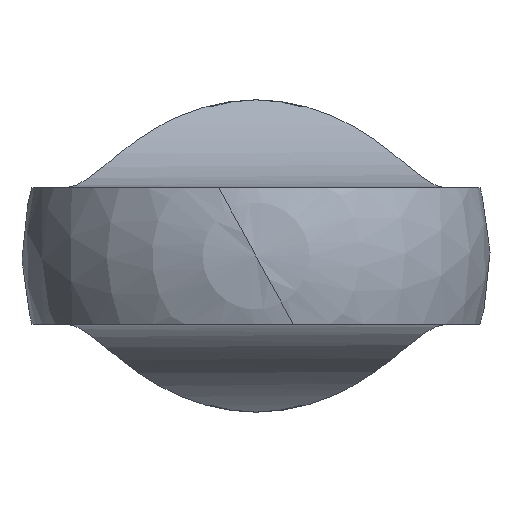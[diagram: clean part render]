
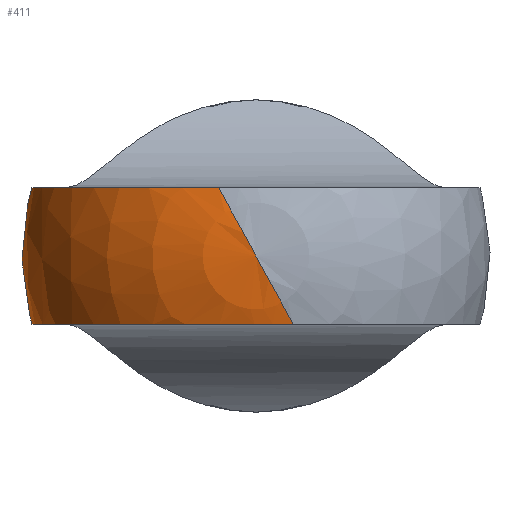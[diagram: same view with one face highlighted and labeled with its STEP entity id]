
A CAD part, left-side view. The second image highlights one B-rep face of the part: STEP entity #411.
In plain terms, the highlighted spherical face has radius 12 mm.
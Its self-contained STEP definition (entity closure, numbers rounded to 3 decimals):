
#164=CARTESIAN_POINT('Vertex',(-58.718,-1.912,-3.5)) ;
#168=CARTESIAN_POINT('Control Point',(-58.718,-1.912,-3.5)) ;
#169=CARTESIAN_POINT('Control Point',(-58.772,-1.589,-3.5)) ;
#170=CARTESIAN_POINT('Control Point',(-58.811,-1.291,-3.5)) ;
#171=CARTESIAN_POINT('Control Point',(-58.839,-1.01,-3.5)) ;
#172=CARTESIAN_POINT('Control Point',(-58.877,-0.454,-3.5)) ;
#173=CARTESIAN_POINT('Control Point',(-58.883,0.078,-3.5)) ;
#174=CARTESIAN_POINT('Control Point',(-58.878,0.352,-3.5)) ;
#175=CARTESIAN_POINT('Control Point',(-58.855,0.843,-3.5)) ;
#176=CARTESIAN_POINT('Control Point',(-58.799,1.373,-3.5)) ;
#177=CARTESIAN_POINT('Control Point',(-58.769,1.611,-3.5)) ;
#178=CARTESIAN_POINT('Control Point',(-58.699,2.056,-3.5)) ;
#179=CARTESIAN_POINT('Control Point',(-58.594,2.554,-3.5)) ;
#180=CARTESIAN_POINT('Control Point',(-58.54,2.781,-3.5)) ;
#181=CARTESIAN_POINT('Control Point',(-58.425,3.217,-3.5)) ;
#182=CARTESIAN_POINT('Control Point',(-58.27,3.697,-3.5)) ;
#183=CARTESIAN_POINT('Control Point',(-58.192,3.921,-3.5)) ;
#184=CARTESIAN_POINT('Control Point',(-58.002,4.42,-3.5)) ;
#185=CARTESIAN_POINT('Control Point',(-57.763,4.95,-3.5)) ;
#186=CARTESIAN_POINT('Control Point',(-57.62,5.24,-3.5)) ;
#187=CARTESIAN_POINT('Control Point',(-57.365,5.714,-3.5)) ;
#188=CARTESIAN_POINT('Control Point',(-57.071,6.188,-3.5)) ;
#189=CARTESIAN_POINT('Control Point',(-56.954,6.368,-3.5)) ;
#190=CARTESIAN_POINT('Control Point',(-56.561,6.94,-3.5)) ;
#191=CARTESIAN_POINT('Control Point',(-56.114,7.495,-3.5)) ;
#192=CARTESIAN_POINT('Control Point',(-55.782,7.865,-3.5)) ;
#193=CARTESIAN_POINT('Control Point',(-55.021,8.626,-3.5)) ;
#194=CARTESIAN_POINT('Control Point',(-54.168,9.298,-3.5)) ;
#195=CARTESIAN_POINT('Control Point',(-53.686,9.63,-3.5)) ;
#196=CARTESIAN_POINT('Control Point',(-52.641,10.257,-3.5)) ;
#197=CARTESIAN_POINT('Control Point',(-51.521,10.741,-3.5)) ;
#198=CARTESIAN_POINT('Control Point',(-50.921,10.953,-3.5)) ;
#199=CARTESIAN_POINT('Control Point',(-49.575,11.324,-3.5)) ;
#200=CARTESIAN_POINT('Control Point',(-48.187,11.489,-3.5)) ;
#201=CARTESIAN_POINT('Control Point',(-47.425,11.516,-3.5)) ;
#202=CARTESIAN_POINT('Control Point',(-46.309,11.463,-3.5)) ;
#203=CARTESIAN_POINT('Control Point',(-45.211,11.276,-3.5)) ;
#204=CARTESIAN_POINT('Control Point',(-44.864,11.203,-3.5)) ;
#205=CARTESIAN_POINT('Control Point',(-44.52,11.117,-3.5)) ;
#206=CARTESIAN_POINT('Control Point',(-44.18,11.017,-3.5)) ;
#207=CARTESIAN_POINT('Vertex',(-44.18,11.017,-3.5)) ;
#358=CARTESIAN_POINT('Axis2P3D Location',(-47.4,0.,0.)) ;
#363=CARTESIAN_POINT('Axis2P3D Location',(-47.4,0.,0.)) ;
#367=CARTESIAN_POINT('Vertex',(-59.4,0.,0.)) ;
#370=CARTESIAN_POINT('Axis2P3D Location',(-47.4,0.,0.)) ;
#374=CARTESIAN_POINT('Vertex',(-58.718,1.912,3.5)) ;
#378=CARTESIAN_POINT('Control Point',(-58.718,1.912,3.5)) ;
#379=CARTESIAN_POINT('Control Point',(-58.656,2.278,3.5)) ;
#380=CARTESIAN_POINT('Control Point',(-58.574,2.675,3.5)) ;
#381=CARTESIAN_POINT('Control Point',(-58.464,3.114,3.5)) ;
#382=CARTESIAN_POINT('Control Point',(-58.188,4.006,3.5)) ;
#383=CARTESIAN_POINT('Control Point',(-57.738,5.026,3.5)) ;
#384=CARTESIAN_POINT('Control Point',(-57.496,5.502,3.5)) ;
#385=CARTESIAN_POINT('Control Point',(-56.983,6.371,3.5)) ;
#386=CARTESIAN_POINT('Control Point',(-56.346,7.216,3.5)) ;
#387=CARTESIAN_POINT('Control Point',(-56.035,7.585,3.5)) ;
#388=CARTESIAN_POINT('Control Point',(-54.896,8.803,3.5)) ;
#389=CARTESIAN_POINT('Control Point',(-53.523,9.822,3.5)) ;
#390=CARTESIAN_POINT('Control Point',(-52.458,10.409,3.5)) ;
#391=CARTESIAN_POINT('Control Point',(-50.192,11.297,3.5)) ;
#392=CARTESIAN_POINT('Control Point',(-47.773,11.569,3.5)) ;
#393=CARTESIAN_POINT('Control Point',(-46.549,11.543,3.5)) ;
#394=CARTESIAN_POINT('Control Point',(-45.342,11.357,3.5)) ;
#395=CARTESIAN_POINT('Control Point',(-44.18,11.017,3.5)) ;
#396=CARTESIAN_POINT('Vertex',(-44.18,11.017,3.5)) ;
#399=CARTESIAN_POINT('Axis2P3D Location',(-44.18,0.,0.)) ;
#359=DIRECTION('Axis2P3D Direction',(-1.,0.,0.)) ;
#360=DIRECTION('Axis2P3D XDirection',(0.,0.479,0.878)) ;
#364=DIRECTION('Axis2P3D Direction',(0.,0.878,-0.479)) ;
#371=DIRECTION('Axis2P3D Direction',(0.,-0.878,0.479)) ;
#400=DIRECTION('Axis2P3D Direction',(-1.,0.,0.)) ;
#361=AXIS2_PLACEMENT_3D('Sphere Axis2P3D',#358,#359,#360) ;
#365=AXIS2_PLACEMENT_3D('Circle Axis2P3D',#363,#364,$) ;
#372=AXIS2_PLACEMENT_3D('Circle Axis2P3D',#370,#371,$) ;
#401=AXIS2_PLACEMENT_3D('Circle Axis2P3D',#399,#400,$) ;
#405=ORIENTED_EDGE('',*,*,#369,.F.) ;
#406=ORIENTED_EDGE('',*,*,#376,.T.) ;
#407=ORIENTED_EDGE('',*,*,#398,.T.) ;
#408=ORIENTED_EDGE('',*,*,#403,.T.) ;
#409=ORIENTED_EDGE('',*,*,#209,.F.) ;
#411=ADVANCED_FACE('Corps principal',(#410),#362,.T.) ;
#167=B_SPLINE_CURVE_WITH_KNOTS('',5,(#168,#169,#170,#171,#172,#173,#174,#175,#176,#177,#178,#179,#180,#181,#182,#183,#184,#185,#186,#187,#188,#189,#190,#191,#192,#193,#194,#195,#196,#197,#198,#199,#200,#201,#202,#203,#204,#205,#206),.UNSPECIFIED.,.F.,.U.,(6,3,3,3,3,3,3,3,3,3,3,3,6),(0.,4.636,9.569,13.283,16.113,18.418,21.071,22.694,26.273,30.408,34.89,40.257,42.763),.UNSPECIFIED.) ;
#377=B_SPLINE_CURVE_WITH_KNOTS('',5,(#378,#379,#380,#381,#382,#383,#384,#385,#386,#387,#388,#389,#390,#391,#392,#393,#394,#395),.UNSPECIFIED.,.F.,.U.,(6,3,3,3,3,6),(0.,5.258,9.536,13.036,21.542,30.102),.UNSPECIFIED.) ;
#366=CIRCLE('generated circle',#365,12.) ;
#373=CIRCLE('generated circle',#372,12.) ;
#402=CIRCLE('generated circle',#401,11.56) ;
#209=EDGE_CURVE('',#165,#208,#167,.T.) ;
#369=EDGE_CURVE('',#368,#165,#366,.F.) ;
#376=EDGE_CURVE('',#368,#375,#373,.F.) ;
#398=EDGE_CURVE('',#375,#397,#377,.T.) ;
#403=EDGE_CURVE('',#397,#208,#402,.T.) ;
#404=EDGE_LOOP('',(#405,#406,#407,#408,#409)) ;
#410=FACE_OUTER_BOUND('',#404,.T.) ;
#362=SPHERICAL_SURFACE('',#361,12.) ;
#165=VERTEX_POINT('',#164) ;
#208=VERTEX_POINT('',#207) ;
#368=VERTEX_POINT('',#367) ;
#375=VERTEX_POINT('',#374) ;
#397=VERTEX_POINT('',#396) ;
